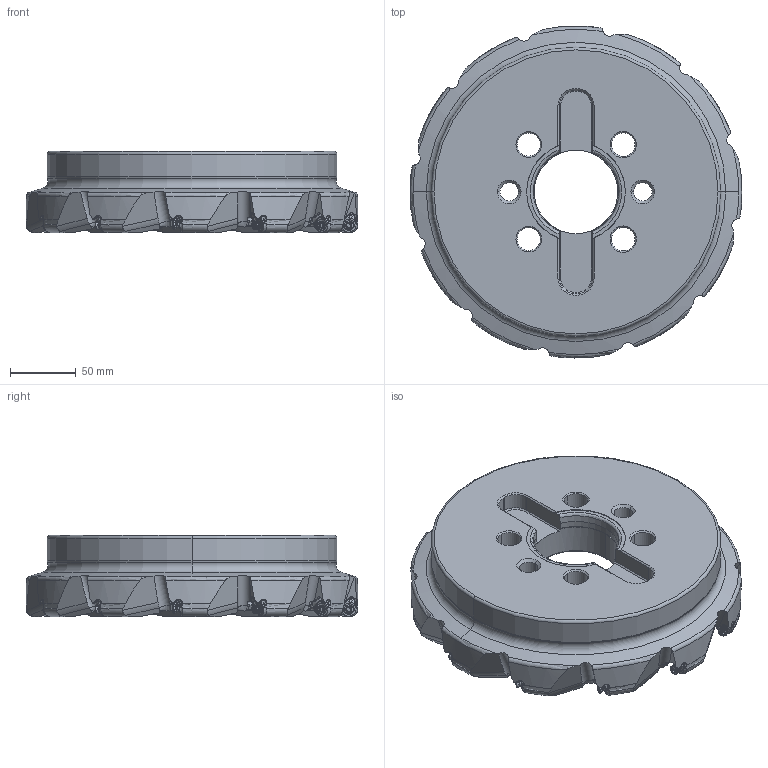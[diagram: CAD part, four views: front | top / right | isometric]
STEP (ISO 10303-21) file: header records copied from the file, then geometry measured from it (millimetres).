
FILE_DESCRIPTION(/* description */ (''),/* implementation_level */ '2;1');
FILE_NAME(/* name */ 'WWX400UR10_0012MN.stp',/* time_stamp */ '2020-04-21T17:34:21+09:00',/* author */ (''),/* organization */ (''),/* preprocessor_version */ 'ST-DEVELOPER v16',/* originating_system */ 'SIEMENS PLM Software NX 10.0',/* authorisation */ '');
FILE_SCHEMA (('AUTOMOTIVE_DESIGN { 1 0 10303 214 3 1 1 1 }'));
Length unit declared in the file: millimetre
Products named in the file (1): WWX400UR10_0012MN_ASM
Bounding box: 252.4 x 252.4 x 61.71 mm (x, y, z)
Volume: 1695802.5 mm3; surface area: 167193.5 mm2
Topology: 13 solids, 13 shells, 1487 faces, 4282 edges, 2741 vertices
Faces by surface type: cylinder 522, plane 315, bspline 192, sphere 168, cone 144, torus 98, extrusion 48
Entity records: 124237 total; most frequent: CARTESIAN_POINT 88134, ORIENTED_EDGE 8324, DIRECTION 6516, EDGE_CURVE 4162, AXIS2_PLACEMENT_3D 2778, VERTEX_POINT 2726, B_SPLINE_CURVE_WITH_KNOTS 1823, EDGE_LOOP 1526
